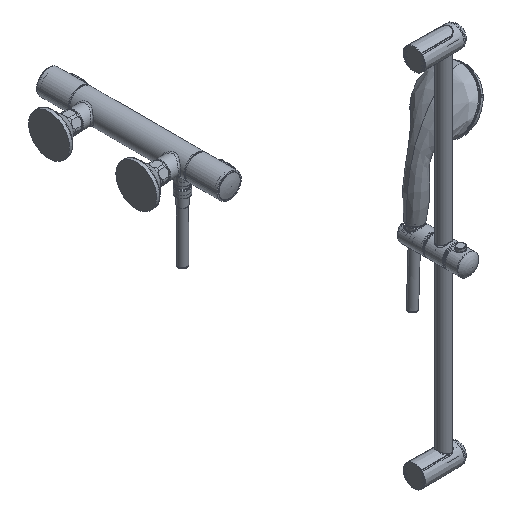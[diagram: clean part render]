
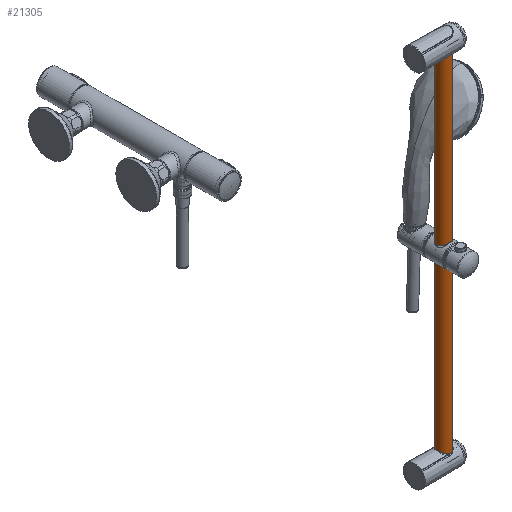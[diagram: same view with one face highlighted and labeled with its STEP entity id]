
A CAD part, isometric view. The second image highlights one B-rep face of the part: STEP entity #21305.
In plain terms, the highlighted cylindrical face has radius 10.9 mm (diameter 21.8 mm), a full revolution.
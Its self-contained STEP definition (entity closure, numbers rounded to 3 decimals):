
#1490=CIRCLE('',#25043,10.9);
#1491=CIRCLE('',#25044,10.9);
#2338=CYLINDRICAL_SURFACE('',#25042,10.9);
#5684=ORIENTED_EDGE('',*,*,#10033,.F.);
#5685=ORIENTED_EDGE('',*,*,#10034,.F.);
#5686=ORIENTED_EDGE('',*,*,#10035,.T.);
#5687=ORIENTED_EDGE('',*,*,#10036,.F.);
#10033=EDGE_CURVE('',#13261,#13261,#15821,.T.);
#10034=EDGE_CURVE('',#13262,#13262,#15822,.T.);
#10035=EDGE_CURVE('',#13263,#13263,#1490,.T.);
#10036=EDGE_CURVE('',#13264,#13264,#1491,.T.);
#13261=VERTEX_POINT('',#44440);
#13262=VERTEX_POINT('',#44452);
#13263=VERTEX_POINT('',#44454);
#13264=VERTEX_POINT('',#44456);
#15821=B_SPLINE_CURVE_WITH_KNOTS('',3,(#44429,#44430,#44431,#44432,#44433,
#44434,#44435,#44436,#44437,#44438,#44439),.UNSPECIFIED.,.T.,.F.,(1,1,1,
1,1,1,1,1,1,1,1,1,1,1,1),(-0.005,-0.003,-0.002,
0.,0.002,0.003,0.005,0.007,
0.008,0.01,0.012,0.013,
0.015,0.017,0.019),.UNSPECIFIED.);
#15822=B_SPLINE_CURVE_WITH_KNOTS('',3,(#44441,#44442,#44443,#44444,#44445,
#44446,#44447,#44448,#44449,#44450,#44451),.UNSPECIFIED.,.T.,.F.,(1,1,1,
1,1,1,1,1,1,1,1,1,1,1,1),(-0.005,-0.003,-0.002,
0.,0.002,0.003,0.005,0.007,
0.008,0.01,0.012,0.013,
0.015,0.017,0.019),.UNSPECIFIED.);
#17774=EDGE_LOOP('',(#5684));
#17775=EDGE_LOOP('',(#5685));
#17776=EDGE_LOOP('',(#5686));
#17777=EDGE_LOOP('',(#5687));
#19554=FACE_BOUND('',#17774,.T.);
#19555=FACE_BOUND('',#17775,.T.);
#19556=FACE_BOUND('',#17776,.T.);
#19557=FACE_BOUND('',#17777,.T.);
#21305=ADVANCED_FACE('',(#19554,#19555,#19556,#19557),#2338,.T.);
#25042=AXIS2_PLACEMENT_3D('',#44428,#27861,#27862);
#25043=AXIS2_PLACEMENT_3D('',#44453,#27863,#27864);
#25044=AXIS2_PLACEMENT_3D('',#44455,#27865,#27866);
#27861=DIRECTION('',(0.,0.,-1.));
#27862=DIRECTION('',(0.,-1.,0.));
#27863=DIRECTION('',(0.,0.,-1.));
#27864=DIRECTION('',(0.,1.,0.));
#27865=DIRECTION('',(0.,0.,-1.));
#27866=DIRECTION('',(0.,1.,0.));
#44428=CARTESIAN_POINT('',(93.622,-509.282,295.07));
#44429=CARTESIAN_POINT('',(104.416,-507.596,-298.347));
#44430=CARTESIAN_POINT('',(104.575,-509.283,-297.647));
#44431=CARTESIAN_POINT('',(104.416,-510.967,-298.347));
#44432=CARTESIAN_POINT('',(104.254,-511.665,-300.028));
#44433=CARTESIAN_POINT('',(104.416,-510.968,-301.715));
#44434=CARTESIAN_POINT('',(104.575,-509.283,-302.413));
#44435=CARTESIAN_POINT('',(104.416,-507.599,-301.717));
#44436=CARTESIAN_POINT('',(104.254,-506.9,-300.032));
#44437=CARTESIAN_POINT('',(104.416,-507.596,-298.347));
#44438=CARTESIAN_POINT('',(104.575,-509.283,-297.647));
#44439=CARTESIAN_POINT('',(104.416,-510.967,-298.347));
#44440=CARTESIAN_POINT('',(104.522,-509.282,-297.88));
#44441=CARTESIAN_POINT('',(104.416,-507.596,291.853));
#44442=CARTESIAN_POINT('',(104.575,-509.283,292.553));
#44443=CARTESIAN_POINT('',(104.416,-510.967,291.853));
#44444=CARTESIAN_POINT('',(104.254,-511.665,290.172));
#44445=CARTESIAN_POINT('',(104.416,-510.968,288.485));
#44446=CARTESIAN_POINT('',(104.575,-509.283,287.787));
#44447=CARTESIAN_POINT('',(104.416,-507.599,288.483));
#44448=CARTESIAN_POINT('',(104.254,-506.9,290.168));
#44449=CARTESIAN_POINT('',(104.416,-507.596,291.853));
#44450=CARTESIAN_POINT('',(104.575,-509.283,292.553));
#44451=CARTESIAN_POINT('',(104.416,-510.967,291.853));
#44452=CARTESIAN_POINT('',(104.522,-509.282,292.32));
#44453=CARTESIAN_POINT('',(93.622,-509.282,295.07));
#44454=CARTESIAN_POINT('',(93.622,-498.382,295.07));
#44455=CARTESIAN_POINT('',(93.622,-509.282,-304.93));
#44456=CARTESIAN_POINT('',(93.622,-498.382,-304.93));
